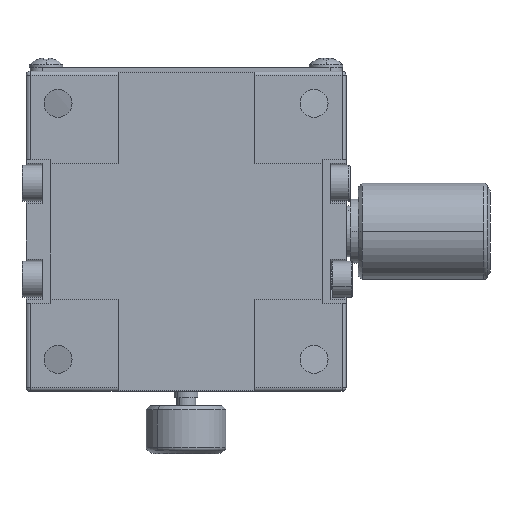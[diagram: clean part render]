
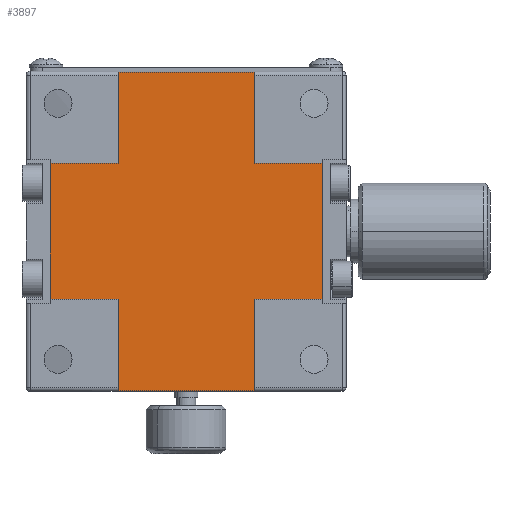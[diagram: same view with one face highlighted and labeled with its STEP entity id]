
A CAD part, front view. The second image highlights one B-rep face of the part: STEP entity #3897.
In plain terms, the highlighted planar face has unit normal (0, -1, 0).
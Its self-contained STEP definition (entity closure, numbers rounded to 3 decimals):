
#106 = CARTESIAN_POINT ( 'NONE',  ( 8.5, 20.2, -8.5 ) ) ;
#381 = CARTESIAN_POINT ( 'NONE',  ( 17., 20.2, 20. ) ) ;
#983 = CARTESIAN_POINT ( 'NONE',  ( -20., 20.2, -8.5 ) ) ;
#1154 = VERTEX_POINT ( 'NONE', #11295 ) ;
#1709 = CARTESIAN_POINT ( 'NONE',  ( 8.5, 20.2, 19.9 ) ) ;
#2370 = VERTEX_POINT ( 'NONE', #7388 ) ;
#2384 = EDGE_CURVE ( 'NONE', #2370, #18655, #14391, .T. ) ;
#2746 = CARTESIAN_POINT ( 'NONE',  ( -8.5, 20.2, 20. ) ) ;
#3179 = LINE ( 'NONE', #2746, #24785 ) ;
#3409 = FACE_OUTER_BOUND ( 'NONE', #21133, .T. ) ;
#3436 = CARTESIAN_POINT ( 'NONE',  ( -17., 20.2, 20. ) ) ;
#3897 = ADVANCED_FACE ( 'NONE', ( #3409 ), #14079, .T. ) ;
#4241 = ORIENTED_EDGE ( 'NONE', *, *, #14736, .T. ) ;
#4568 = EDGE_CURVE ( 'NONE', #23775, #22565, #20413, .T. ) ;
#5111 = VECTOR ( 'NONE', #5641, 1000. ) ;
#5275 = CARTESIAN_POINT ( 'NONE',  ( 17., 20.2, -8.5 ) ) ;
#5401 = VECTOR ( 'NONE', #9590, 1000. ) ;
#5641 = DIRECTION ( 'NONE',  ( -1., 0., 0. ) ) ;
#5805 = LINE ( 'NONE', #1709, #14067 ) ;
#6340 = VECTOR ( 'NONE', #23889, 1000. ) ;
#6591 = VECTOR ( 'NONE', #25247, 1000. ) ;
#6873 = CARTESIAN_POINT ( 'NONE',  ( -8.5, 20.2, 19.9 ) ) ;
#7294 = VECTOR ( 'NONE', #21910, 1000. ) ;
#7388 = CARTESIAN_POINT ( 'NONE',  ( -8.5, 20.2, 8.5 ) ) ;
#7511 = DIRECTION ( 'NONE',  ( 0., -1., 0. ) ) ;
#8602 = CARTESIAN_POINT ( 'NONE',  ( 8.5, 20.2, -8.5 ) ) ;
#9590 = DIRECTION ( 'NONE',  ( 0., 0., -1. ) ) ;
#9838 = CARTESIAN_POINT ( 'NONE',  ( 8.5, 20.2, 20. ) ) ;
#10134 = EDGE_CURVE ( 'NONE', #26919, #18708, #13403, .T. ) ;
#10216 = VERTEX_POINT ( 'NONE', #106 ) ;
#10729 = ORIENTED_EDGE ( 'NONE', *, *, #14918, .T. ) ;
#11295 = CARTESIAN_POINT ( 'NONE',  ( 8.5, 20.2, 8.5 ) ) ;
#11313 = EDGE_CURVE ( 'NONE', #15477, #15440, #18529, .T. ) ;
#11366 = CARTESIAN_POINT ( 'NONE',  ( -8.5, 20.2, -8.5 ) ) ;
#11581 = CARTESIAN_POINT ( 'NONE',  ( 8.5, 20.2, 8.5 ) ) ;
#11610 = EDGE_CURVE ( 'NONE', #13665, #2370, #3179, .T. ) ;
#11711 = EDGE_CURVE ( 'NONE', #19520, #13665, #5805, .T. ) ;
#11739 = CARTESIAN_POINT ( 'NONE',  ( 8.5, 20.2, 20. ) ) ;
#12059 = DIRECTION ( 'NONE',  ( 0., 0., 1. ) ) ;
#12226 = DIRECTION ( 'NONE',  ( 0., 0., -1. ) ) ;
#12369 = DIRECTION ( 'NONE',  ( -1., 0., 0. ) ) ;
#12613 = CARTESIAN_POINT ( 'NONE',  ( -17., 20.2, 8.5 ) ) ;
#12838 = ORIENTED_EDGE ( 'NONE', *, *, #11711, .T. ) ;
#13403 = LINE ( 'NONE', #17797, #19140 ) ;
#13665 = VERTEX_POINT ( 'NONE', #6873 ) ;
#13705 = CARTESIAN_POINT ( 'NONE',  ( -17., 20.2, -8.5 ) ) ;
#14067 = VECTOR ( 'NONE', #12369, 1000. ) ;
#14079 = PLANE ( 'NONE',  #18770 ) ;
#14352 = DIRECTION ( 'NONE',  ( -1., 0., 0. ) ) ;
#14358 = DIRECTION ( 'NONE',  ( 0., 0., -1. ) ) ;
#14391 = LINE ( 'NONE', #14675, #5111 ) ;
#14675 = CARTESIAN_POINT ( 'NONE',  ( -20., 20.2, 8.5 ) ) ;
#14736 = EDGE_CURVE ( 'NONE', #23775, #1154, #16684, .T. ) ;
#14918 = EDGE_CURVE ( 'NONE', #15440, #26919, #15213, .T. ) ;
#15213 = LINE ( 'NONE', #24421, #15810 ) ;
#15440 = VERTEX_POINT ( 'NONE', #11366 ) ;
#15477 = VERTEX_POINT ( 'NONE', #13705 ) ;
#15780 = DIRECTION ( 'NONE',  ( 0., 0., -1. ) ) ;
#15810 = VECTOR ( 'NONE', #15780, 1000. ) ;
#15967 = LINE ( 'NONE', #11739, #21187 ) ;
#16684 = LINE ( 'NONE', #11581, #26092 ) ;
#17027 = ORIENTED_EDGE ( 'NONE', *, *, #11313, .T. ) ;
#17214 = VECTOR ( 'NONE', #12059, 1000. ) ;
#17231 = LINE ( 'NONE', #8602, #7294 ) ;
#17797 = CARTESIAN_POINT ( 'NONE',  ( -8.5, 20.2, -19.9 ) ) ;
#18529 = LINE ( 'NONE', #983, #6591 ) ;
#18655 = VERTEX_POINT ( 'NONE', #12613 ) ;
#18708 = VERTEX_POINT ( 'NONE', #28674 ) ;
#18770 = AXIS2_PLACEMENT_3D ( 'NONE', #9838, #7511, #14358 ) ;
#18792 = CARTESIAN_POINT ( 'NONE',  ( 8.5, 20.2, -8.5 ) ) ;
#19140 = VECTOR ( 'NONE', #22323, 1000. ) ;
#19520 = VERTEX_POINT ( 'NONE', #24850 ) ;
#20413 = LINE ( 'NONE', #381, #5401 ) ;
#20718 = ORIENTED_EDGE ( 'NONE', *, *, #24444, .T. ) ;
#20778 = EDGE_CURVE ( 'NONE', #18708, #10216, #17231, .T. ) ;
#20789 = ORIENTED_EDGE ( 'NONE', *, *, #25634, .F. ) ;
#20977 = ORIENTED_EDGE ( 'NONE', *, *, #20778, .T. ) ;
#21133 = EDGE_LOOP ( 'NONE', ( #28621, #20977, #23195, #24388, #4241, #20718, #12838, #23117, #28134, #20789, #17027, #10729 ) ) ;
#21187 = VECTOR ( 'NONE', #27225, 1000. ) ;
#21414 = LINE ( 'NONE', #18792, #6340 ) ;
#21910 = DIRECTION ( 'NONE',  ( 0., 0., 1. ) ) ;
#22323 = DIRECTION ( 'NONE',  ( 1., 0., 0. ) ) ;
#22368 = CARTESIAN_POINT ( 'NONE',  ( 17., 20.2, 8.5 ) ) ;
#22565 = VERTEX_POINT ( 'NONE', #5275 ) ;
#23117 = ORIENTED_EDGE ( 'NONE', *, *, #11610, .T. ) ;
#23142 = EDGE_CURVE ( 'NONE', #10216, #22565, #21414, .T. ) ;
#23195 = ORIENTED_EDGE ( 'NONE', *, *, #23142, .T. ) ;
#23775 = VERTEX_POINT ( 'NONE', #22368 ) ;
#23889 = DIRECTION ( 'NONE',  ( 1., 0., 0. ) ) ;
#24388 = ORIENTED_EDGE ( 'NONE', *, *, #4568, .F. ) ;
#24421 = CARTESIAN_POINT ( 'NONE',  ( -8.5, 20.2, -8.5 ) ) ;
#24444 = EDGE_CURVE ( 'NONE', #1154, #19520, #15967, .T. ) ;
#24785 = VECTOR ( 'NONE', #12226, 1000. ) ;
#24850 = CARTESIAN_POINT ( 'NONE',  ( 8.5, 20.2, 19.9 ) ) ;
#25247 = DIRECTION ( 'NONE',  ( 1., 0., 0. ) ) ;
#25335 = CARTESIAN_POINT ( 'NONE',  ( -8.5, 20.2, -19.9 ) ) ;
#25359 = LINE ( 'NONE', #3436, #17214 ) ;
#25634 = EDGE_CURVE ( 'NONE', #15477, #18655, #25359, .T. ) ;
#26092 = VECTOR ( 'NONE', #14352, 1000. ) ;
#26919 = VERTEX_POINT ( 'NONE', #25335 ) ;
#27225 = DIRECTION ( 'NONE',  ( 0., 0., 1. ) ) ;
#28134 = ORIENTED_EDGE ( 'NONE', *, *, #2384, .T. ) ;
#28621 = ORIENTED_EDGE ( 'NONE', *, *, #10134, .T. ) ;
#28674 = CARTESIAN_POINT ( 'NONE',  ( 8.5, 20.2, -19.9 ) ) ;
